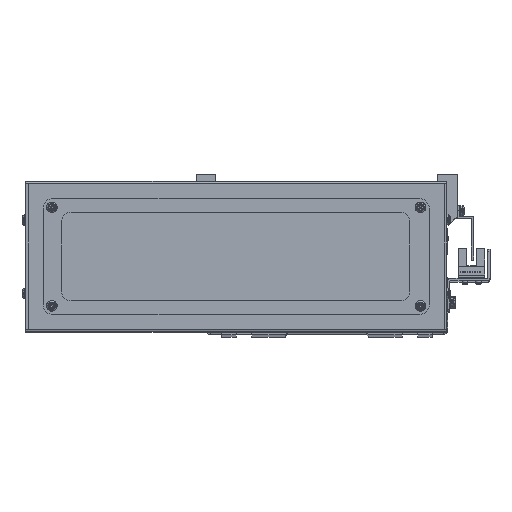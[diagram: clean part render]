
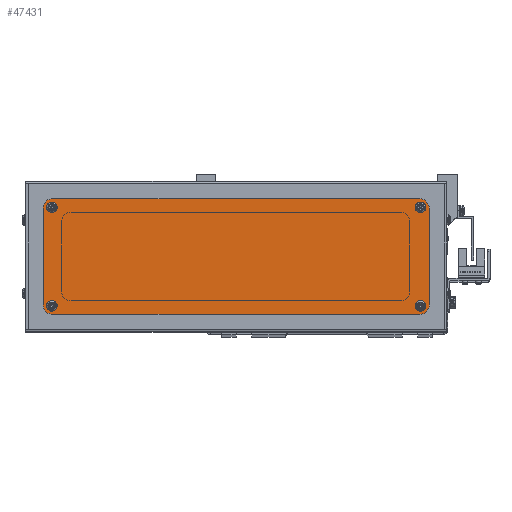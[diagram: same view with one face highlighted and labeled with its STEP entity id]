
A CAD part, top view. The second image highlights one B-rep face of the part: STEP entity #47431.
In plain terms, the highlighted planar face has unit normal (0, 0, 1).
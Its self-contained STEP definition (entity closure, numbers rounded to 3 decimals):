
#22 = DIRECTION ( 'NONE',  ( 1., 0., 0. ) ) ;
#259 = EDGE_LOOP ( 'NONE', ( #35789, #22891, #62919, #66195, #27237, #69069, #3447, #27803 ) ) ;
#266 = DIRECTION ( 'NONE',  ( 1., 0., 0. ) ) ;
#461 = AXIS2_PLACEMENT_3D ( 'NONE', #46672, #12217, #52473 ) ;
#611 = EDGE_CURVE ( 'NONE', #14479, #23889, #40880, .T. ) ;
#913 = VERTEX_POINT ( 'NONE', #56226 ) ;
#1200 = EDGE_CURVE ( 'NONE', #2009, #24046, #21930, .T. ) ;
#1525 = CIRCLE ( 'NONE', #57102, 1.7 ) ;
#2009 = VERTEX_POINT ( 'NONE', #20888 ) ;
#2021 = CARTESIAN_POINT ( 'NONE',  ( -95., 30., 2. ) ) ;
#2054 = CARTESIAN_POINT ( 'NONE',  ( -97.2, 25.5, 2. ) ) ;
#2737 = VERTEX_POINT ( 'NONE', #44874 ) ;
#3103 = CARTESIAN_POINT ( 'NONE',  ( -95., -25., 2. ) ) ;
#3447 = ORIENTED_EDGE ( 'NONE', *, *, #27566, .T. ) ;
#5442 = CIRCLE ( 'NONE', #9844, 1.7 ) ;
#5684 = CIRCLE ( 'NONE', #52557, 5. ) ;
#5757 = VERTEX_POINT ( 'NONE', #13917 ) ;
#6373 = VERTEX_POINT ( 'NONE', #36805 ) ;
#6479 = CARTESIAN_POINT ( 'NONE',  ( 95., -30., 2. ) ) ;
#6920 = CIRCLE ( 'NONE', #69739, 1.7 ) ;
#8528 = CARTESIAN_POINT ( 'NONE',  ( 95.5, -25.5, 2. ) ) ;
#8725 = AXIS2_PLACEMENT_3D ( 'NONE', #31262, #71428, #37050 ) ;
#8953 = CARTESIAN_POINT ( 'NONE',  ( -95.5, 25.5, 2. ) ) ;
#9447 = DIRECTION ( 'NONE',  ( 0., 0., 1. ) ) ;
#9844 = AXIS2_PLACEMENT_3D ( 'NONE', #8953, #49180, #14740 ) ;
#10394 = EDGE_CURVE ( 'NONE', #49723, #65616, #35374, .T. ) ;
#12217 = DIRECTION ( 'NONE',  ( 0., 0., 1. ) ) ;
#12227 = VECTOR ( 'NONE', #64516, 1000. ) ;
#12233 = LINE ( 'NONE', #6479, #15867 ) ;
#12281 = DIRECTION ( 'NONE',  ( 1., 0., 0. ) ) ;
#12583 = AXIS2_PLACEMENT_3D ( 'NONE', #3103, #54949, #20535 ) ;
#13164 = DIRECTION ( 'NONE',  ( 0., 0., 1. ) ) ;
#13197 = DIRECTION ( 'NONE',  ( -1., 0., 0. ) ) ;
#13356 = VERTEX_POINT ( 'NONE', #66840 ) ;
#13917 = CARTESIAN_POINT ( 'NONE',  ( 97.2, -25.5, 2. ) ) ;
#14312 = DIRECTION ( 'NONE',  ( 1., 0., 0. ) ) ;
#14479 = VERTEX_POINT ( 'NONE', #34850 ) ;
#14740 = DIRECTION ( 'NONE',  ( 1., 0., 0. ) ) ;
#15867 = VECTOR ( 'NONE', #12281, 1000. ) ;
#17219 = CARTESIAN_POINT ( 'NONE',  ( 95., 30., 2. ) ) ;
#17959 = VERTEX_POINT ( 'NONE', #44330 ) ;
#20328 = CARTESIAN_POINT ( 'NONE',  ( -95.5, -25.5, 2. ) ) ;
#20492 = DIRECTION ( 'NONE',  ( 0., 0., 1. ) ) ;
#20535 = DIRECTION ( 'NONE',  ( 1., 0., 0. ) ) ;
#20888 = CARTESIAN_POINT ( 'NONE',  ( 95., -30., 2. ) ) ;
#20990 = LINE ( 'NONE', #47637, #51554 ) ;
#21163 = FACE_OUTER_BOUND ( 'NONE', #259, .T. ) ;
#21930 = CIRCLE ( 'NONE', #32450, 5. ) ;
#22467 = EDGE_LOOP ( 'NONE', ( #73386, #60393 ) ) ;
#22891 = ORIENTED_EDGE ( 'NONE', *, *, #46711, .T. ) ;
#22978 = FACE_BOUND ( 'NONE', #22467, .T. ) ;
#23889 = VERTEX_POINT ( 'NONE', #17219 ) ;
#24046 = VERTEX_POINT ( 'NONE', #47336 ) ;
#24131 = EDGE_CURVE ( 'NONE', #13356, #6373, #39456, .T. ) ;
#24686 = EDGE_CURVE ( 'NONE', #2737, #5757, #6920, .T. ) ;
#25860 = EDGE_LOOP ( 'NONE', ( #37695, #62479 ) ) ;
#26134 = DIRECTION ( 'NONE',  ( 1., 0., 0. ) ) ;
#27192 = CARTESIAN_POINT ( 'NONE',  ( -93.8, 25.5, 2. ) ) ;
#27237 = ORIENTED_EDGE ( 'NONE', *, *, #611, .T. ) ;
#27491 = CIRCLE ( 'NONE', #32016, 1.7 ) ;
#27566 = EDGE_CURVE ( 'NONE', #36964, #17959, #5684, .T. ) ;
#27803 = ORIENTED_EDGE ( 'NONE', *, *, #58061, .T. ) ;
#27867 = CIRCLE ( 'NONE', #28389, 1.7 ) ;
#28120 = EDGE_LOOP ( 'NONE', ( #42753, #47004 ) ) ;
#28389 = AXIS2_PLACEMENT_3D ( 'NONE', #43899, #9447, #49698 ) ;
#30253 = AXIS2_PLACEMENT_3D ( 'NONE', #31044, #71215, #36834 ) ;
#31044 = CARTESIAN_POINT ( 'NONE',  ( 95.5, 25.5, 2. ) ) ;
#31262 = CARTESIAN_POINT ( 'NONE',  ( -95., -25., 2. ) ) ;
#32016 = AXIS2_PLACEMENT_3D ( 'NONE', #20328, #60545, #26134 ) ;
#32102 = VERTEX_POINT ( 'NONE', #27192 ) ;
#32236 = LINE ( 'NONE', #56935, #60970 ) ;
#32450 = AXIS2_PLACEMENT_3D ( 'NONE', #47614, #13164, #53398 ) ;
#32551 = EDGE_CURVE ( 'NONE', #32102, #74284, #5442, .T. ) ;
#32743 = CARTESIAN_POINT ( 'NONE',  ( -95., -30., 2. ) ) ;
#33448 = DIRECTION ( 'NONE',  ( 0., 0., 1. ) ) ;
#34603 = DIRECTION ( 'NONE',  ( 0., 0., 1. ) ) ;
#34850 = CARTESIAN_POINT ( 'NONE',  ( 100., 25., 2. ) ) ;
#34854 = DIRECTION ( 'NONE',  ( 0., 0., 1. ) ) ;
#35374 = CIRCLE ( 'NONE', #8725, 5. ) ;
#35789 = ORIENTED_EDGE ( 'NONE', *, *, #10394, .T. ) ;
#36805 = CARTESIAN_POINT ( 'NONE',  ( 97.2, 25.5, 2. ) ) ;
#36834 = DIRECTION ( 'NONE',  ( 1., 0., 0. ) ) ;
#36836 = CIRCLE ( 'NONE', #65001, 1.7 ) ;
#36964 = VERTEX_POINT ( 'NONE', #2021 ) ;
#37050 = DIRECTION ( 'NONE',  ( 1., 0., 0. ) ) ;
#37695 = ORIENTED_EDGE ( 'NONE', *, *, #24131, .F. ) ;
#39456 = CIRCLE ( 'NONE', #30253, 1.7 ) ;
#40880 = CIRCLE ( 'NONE', #461, 5. ) ;
#41056 = EDGE_CURVE ( 'NONE', #50810, #913, #27491, .T. ) ;
#41651 = CARTESIAN_POINT ( 'NONE',  ( -100., -25., 2. ) ) ;
#42354 = EDGE_CURVE ( 'NONE', #23889, #36964, #20990, .T. ) ;
#42753 = ORIENTED_EDGE ( 'NONE', *, *, #41056, .F. ) ;
#43307 = CARTESIAN_POINT ( 'NONE',  ( -100., -25., 2. ) ) ;
#43899 = CARTESIAN_POINT ( 'NONE',  ( 95.5, 25.5, 2. ) ) ;
#44330 = CARTESIAN_POINT ( 'NONE',  ( -100., 25., 2. ) ) ;
#44631 = LINE ( 'NONE', #41651, #12227 ) ;
#44874 = CARTESIAN_POINT ( 'NONE',  ( 93.8, -25.5, 2. ) ) ;
#45955 = EDGE_CURVE ( 'NONE', #24046, #14479, #32236, .T. ) ;
#46672 = CARTESIAN_POINT ( 'NONE',  ( 95., 25., 2. ) ) ;
#46711 = EDGE_CURVE ( 'NONE', #65616, #2009, #12233, .T. ) ;
#47004 = ORIENTED_EDGE ( 'NONE', *, *, #50458, .F. ) ;
#47336 = CARTESIAN_POINT ( 'NONE',  ( 100., -25., 2. ) ) ;
#47431 = ADVANCED_FACE ( 'NONE', ( #53522, #65205, #21163, #22978, #49911 ), #72019, .T. ) ;
#47614 = CARTESIAN_POINT ( 'NONE',  ( 95., -25., 2. ) ) ;
#47637 = CARTESIAN_POINT ( 'NONE',  ( -95., 30., 2. ) ) ;
#47941 = EDGE_LOOP ( 'NONE', ( #50194, #52740 ) ) ;
#48778 = DIRECTION ( 'NONE',  ( 0., 0., 1. ) ) ;
#49180 = DIRECTION ( 'NONE',  ( 0., 0., 1. ) ) ;
#49698 = DIRECTION ( 'NONE',  ( 1., 0., 0. ) ) ;
#49723 = VERTEX_POINT ( 'NONE', #43307 ) ;
#49911 = FACE_BOUND ( 'NONE', #28120, .T. ) ;
#50194 = ORIENTED_EDGE ( 'NONE', *, *, #24686, .F. ) ;
#50458 = EDGE_CURVE ( 'NONE', #913, #50810, #1525, .T. ) ;
#50810 = VERTEX_POINT ( 'NONE', #54713 ) ;
#51143 = DIRECTION ( 'NONE',  ( 0., 1., 0. ) ) ;
#51554 = VECTOR ( 'NONE', #13197, 1000. ) ;
#52473 = DIRECTION ( 'NONE',  ( 1., 0., 0. ) ) ;
#52557 = AXIS2_PLACEMENT_3D ( 'NONE', #69250, #34854, #266 ) ;
#52740 = ORIENTED_EDGE ( 'NONE', *, *, #64913, .F. ) ;
#53398 = DIRECTION ( 'NONE',  ( 1., 0., 0. ) ) ;
#53522 = FACE_BOUND ( 'NONE', #47941, .T. ) ;
#54713 = CARTESIAN_POINT ( 'NONE',  ( -97.2, -25.5, 2. ) ) ;
#54911 = CARTESIAN_POINT ( 'NONE',  ( 95.5, -25.5, 2. ) ) ;
#54949 = DIRECTION ( 'NONE',  ( 0., 0., 1. ) ) ;
#56226 = CARTESIAN_POINT ( 'NONE',  ( -93.8, -25.5, 2. ) ) ;
#56935 = CARTESIAN_POINT ( 'NONE',  ( 100., 25., 2. ) ) ;
#57102 = AXIS2_PLACEMENT_3D ( 'NONE', #67816, #33448, #73582 ) ;
#58061 = EDGE_CURVE ( 'NONE', #17959, #49723, #44631, .T. ) ;
#60191 = EDGE_CURVE ( 'NONE', #74284, #32102, #65152, .T. ) ;
#60393 = ORIENTED_EDGE ( 'NONE', *, *, #32551, .F. ) ;
#60545 = DIRECTION ( 'NONE',  ( 0., 0., 1. ) ) ;
#60700 = DIRECTION ( 'NONE',  ( 1., 0., 0. ) ) ;
#60970 = VECTOR ( 'NONE', #51143, 1000. ) ;
#62479 = ORIENTED_EDGE ( 'NONE', *, *, #72056, .F. ) ;
#62919 = ORIENTED_EDGE ( 'NONE', *, *, #1200, .T. ) ;
#64516 = DIRECTION ( 'NONE',  ( 0., -1., 0. ) ) ;
#64913 = EDGE_CURVE ( 'NONE', #5757, #2737, #36836, .T. ) ;
#65001 = AXIS2_PLACEMENT_3D ( 'NONE', #54911, #20492, #60700 ) ;
#65152 = CIRCLE ( 'NONE', #65235, 1.7 ) ;
#65205 = FACE_BOUND ( 'NONE', #25860, .T. ) ;
#65235 = AXIS2_PLACEMENT_3D ( 'NONE', #69015, #34603, #22 ) ;
#65616 = VERTEX_POINT ( 'NONE', #32743 ) ;
#66195 = ORIENTED_EDGE ( 'NONE', *, *, #45955, .T. ) ;
#66840 = CARTESIAN_POINT ( 'NONE',  ( 93.8, 25.5, 2. ) ) ;
#67816 = CARTESIAN_POINT ( 'NONE',  ( -95.5, -25.5, 2. ) ) ;
#69015 = CARTESIAN_POINT ( 'NONE',  ( -95.5, 25.5, 2. ) ) ;
#69069 = ORIENTED_EDGE ( 'NONE', *, *, #42354, .T. ) ;
#69250 = CARTESIAN_POINT ( 'NONE',  ( -95., 25., 2. ) ) ;
#69739 = AXIS2_PLACEMENT_3D ( 'NONE', #8528, #48778, #14312 ) ;
#71215 = DIRECTION ( 'NONE',  ( 0., 0., 1. ) ) ;
#71428 = DIRECTION ( 'NONE',  ( 0., 0., 1. ) ) ;
#72019 = PLANE ( 'NONE',  #12583 ) ;
#72056 = EDGE_CURVE ( 'NONE', #6373, #13356, #27867, .T. ) ;
#73386 = ORIENTED_EDGE ( 'NONE', *, *, #60191, .F. ) ;
#73582 = DIRECTION ( 'NONE',  ( 1., 0., 0. ) ) ;
#74284 = VERTEX_POINT ( 'NONE', #2054 ) ;
